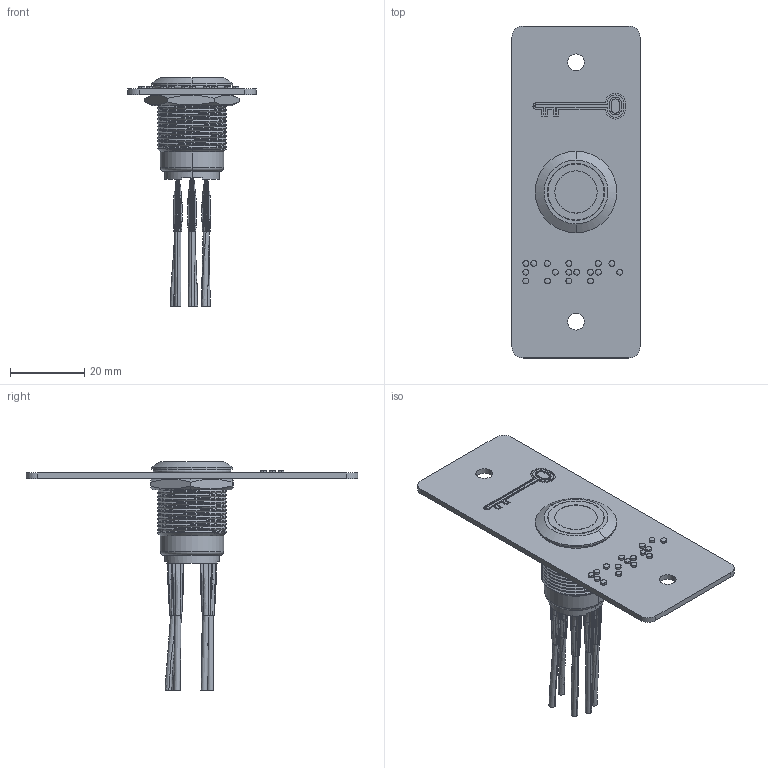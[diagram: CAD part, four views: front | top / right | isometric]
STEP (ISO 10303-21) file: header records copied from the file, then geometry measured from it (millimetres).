
FILE_DESCRIPTION (( 'STEP AP214' ), '1' );
FILE_NAME ('PB19VB6FBEN.STEP', '2025-04-03T14:16:36', ( '' ), ( '' ), 'SwSTEP 2.0', 'SolidWorks 2024', '' );
FILE_SCHEMA (( 'AUTOMOTIVE_DESIGN' ));
Length unit declared in the file: millimetre
Products named in the file (1): PB19VB6FBEN
Bounding box: 34.6 x 89.6 x 61.8 mm (x, y, z)
Volume: 12215.6 mm3; surface area: 12543.6 mm2
Topology: 16 solids, 16 shells, 590 faces, 1509 edges, 1002 vertices
Faces by surface type: bspline 331, plane 156, cylinder 87, cone 8, torus 8
Entity records: 62444 total; most frequent: CARTESIAN_POINT 43956, ORIENTED_EDGE 3018, EDGE_CURVE 1509, DIRECTION 1367, VERTEX_POINT 1002, B_SPLINE_CURVE_WITH_KNOTS 752, EDGE_LOOP 675, UNCERTAINTY_MEASURE_WITH_UNIT 607
